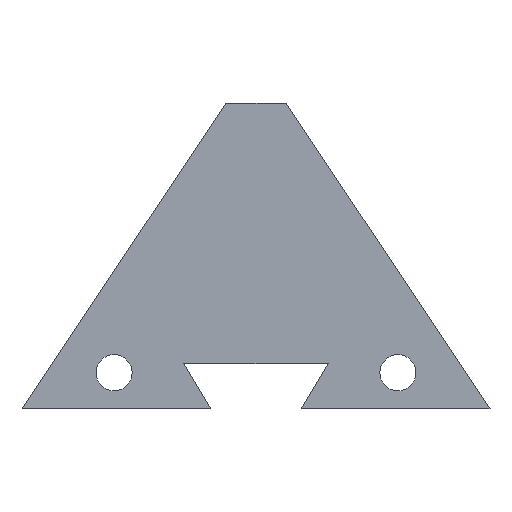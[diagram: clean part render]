
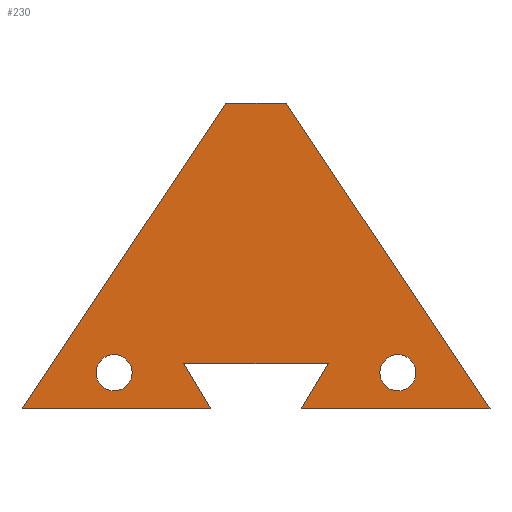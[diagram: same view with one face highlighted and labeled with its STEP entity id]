
A CAD part, top view. The second image highlights one B-rep face of the part: STEP entity #230.
In plain terms, the highlighted planar face has unit normal (0, 0, 1).
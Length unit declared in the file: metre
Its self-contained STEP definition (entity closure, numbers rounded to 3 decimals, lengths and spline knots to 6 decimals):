
#14=CIRCLE('',#256,0.002);
#15=CIRCLE('',#257,0.002);
#52=ORIENTED_EDGE('',*,*,#80,.T.);
#53=ORIENTED_EDGE('',*,*,#103,.F.);
#54=ORIENTED_EDGE('',*,*,#100,.T.);
#55=ORIENTED_EDGE('',*,*,#96,.T.);
#56=ORIENTED_EDGE('',*,*,#93,.T.);
#57=ORIENTED_EDGE('',*,*,#90,.T.);
#58=ORIENTED_EDGE('',*,*,#87,.T.);
#59=ORIENTED_EDGE('',*,*,#83,.T.);
#60=ORIENTED_EDGE('',*,*,#104,.T.);
#61=ORIENTED_EDGE('',*,*,#105,.T.);
#80=EDGE_CURVE('',#111,#110,#130,.T.);
#83=EDGE_CURVE('',#113,#111,#133,.T.);
#87=EDGE_CURVE('',#116,#113,#137,.T.);
#90=EDGE_CURVE('',#118,#116,#140,.T.);
#93=EDGE_CURVE('',#120,#118,#143,.T.);
#96=EDGE_CURVE('',#122,#120,#146,.T.);
#100=EDGE_CURVE('',#125,#122,#150,.T.);
#103=EDGE_CURVE('',#125,#110,#153,.T.);
#104=EDGE_CURVE('',#126,#126,#14,.T.);
#105=EDGE_CURVE('',#127,#127,#15,.T.);
#110=VERTEX_POINT('',#329);
#111=VERTEX_POINT('',#331);
#113=VERTEX_POINT('',#337);
#116=VERTEX_POINT('',#345);
#118=VERTEX_POINT('',#351);
#120=VERTEX_POINT('',#357);
#122=VERTEX_POINT('',#363);
#125=VERTEX_POINT('',#371);
#126=VERTEX_POINT('',#378);
#127=VERTEX_POINT('',#380);
#130=LINE('',#330,#156);
#133=LINE('',#336,#159);
#137=LINE('',#344,#163);
#140=LINE('',#350,#166);
#143=LINE('',#356,#169);
#146=LINE('',#362,#172);
#150=LINE('',#370,#176);
#153=LINE('',#375,#179);
#156=VECTOR('',#269,1.);
#159=VECTOR('',#274,1.);
#163=VECTOR('',#280,1.);
#166=VECTOR('',#285,1.);
#169=VECTOR('',#290,1.);
#172=VECTOR('',#295,1.);
#176=VECTOR('',#301,1.);
#179=VECTOR('',#306,1.);
#188=EDGE_LOOP('',(#52,#53,#54,#55,#56,#57,#58,#59));
#189=EDGE_LOOP('',(#60));
#190=EDGE_LOOP('',(#61));
#204=FACE_BOUND('',#188,.T.);
#205=FACE_BOUND('',#189,.T.);
#206=FACE_BOUND('',#190,.T.);
#220=PLANE('',#255);
#230=ADVANCED_FACE('',(#204,#205,#206),#220,.F.);
#255=AXIS2_PLACEMENT_3D('',#376,#307,#308);
#256=AXIS2_PLACEMENT_3D('',#377,#309,#310);
#257=AXIS2_PLACEMENT_3D('',#379,#311,#312);
#269=DIRECTION('',(1.,0.,0.));
#274=DIRECTION('',(-0.514,0.857,0.));
#280=DIRECTION('',(1.,0.,0.));
#285=DIRECTION('',(-0.555,-0.832,0.));
#290=DIRECTION('',(-1.,0.,0.));
#295=DIRECTION('',(-0.555,0.832,0.));
#301=DIRECTION('',(1.,0.,0.));
#306=DIRECTION('',(0.514,0.857,0.));
#307=DIRECTION('',(0.,0.,-1.));
#308=DIRECTION('',(1.,0.,0.));
#309=DIRECTION('',(0.,0.,-1.));
#310=DIRECTION('',(-1.,0.,0.));
#311=DIRECTION('',(0.,0.,-1.));
#312=DIRECTION('',(-1.,0.,0.));
#329=CARTESIAN_POINT('',(0.008,-0.0153,0.012));
#330=CARTESIAN_POINT('',(-0.004,-0.0153,0.012));
#331=CARTESIAN_POINT('',(-0.008,-0.0153,0.012));
#336=CARTESIAN_POINT('',(-0.0065,-0.0178,0.012));
#337=CARTESIAN_POINT('',(-0.005,-0.0203,0.012));
#344=CARTESIAN_POINT('',(0.,-0.0203,0.012));
#345=CARTESIAN_POINT('',(-0.025889,-0.0203,0.012));
#350=CARTESIAN_POINT('',(-0.012945,-0.000883,0.012));
#351=CARTESIAN_POINT('',(-0.003333,0.013534,0.012));
#356=CARTESIAN_POINT('',(0.,0.013534,0.012));
#357=CARTESIAN_POINT('',(0.003333,0.013534,0.012));
#362=CARTESIAN_POINT('',(0.012945,-0.000883,0.012));
#363=CARTESIAN_POINT('',(0.025889,-0.0203,0.012));
#370=CARTESIAN_POINT('',(0.,-0.0203,0.012));
#371=CARTESIAN_POINT('',(0.005,-0.0203,0.012));
#375=CARTESIAN_POINT('',(0.0065,-0.0178,0.012));
#376=CARTESIAN_POINT('',(0.,-0.001383,0.012));
#377=CARTESIAN_POINT('',(-0.0157,-0.0163,0.012));
#378=CARTESIAN_POINT('',(-0.0177,-0.0163,0.012));
#379=CARTESIAN_POINT('',(0.0157,-0.0163,0.012));
#380=CARTESIAN_POINT('',(0.0137,-0.0163,0.012));
